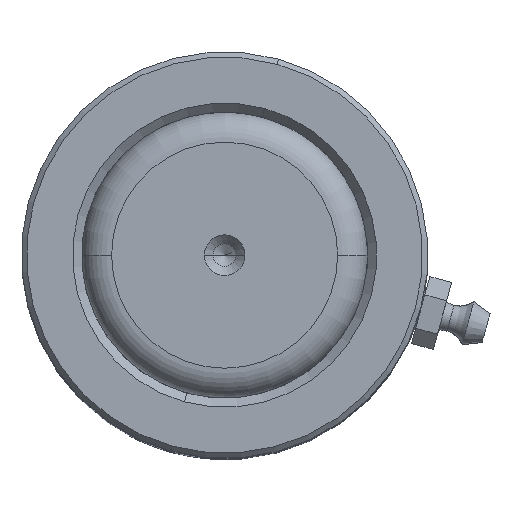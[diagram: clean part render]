
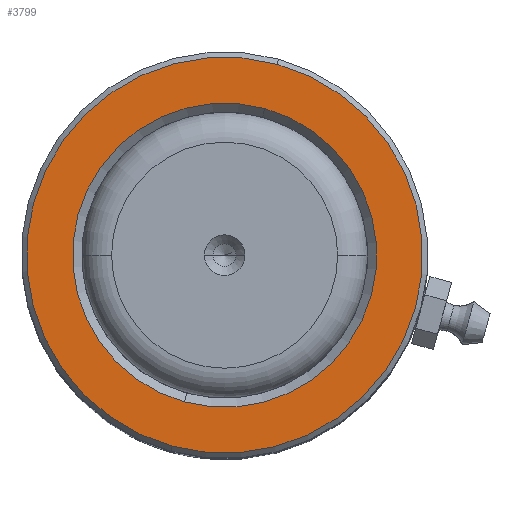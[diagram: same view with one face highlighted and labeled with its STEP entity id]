
A CAD part, top view. The second image highlights one B-rep face of the part: STEP entity #3799.
In plain terms, the highlighted planar face has unit normal (0, 0, 1).
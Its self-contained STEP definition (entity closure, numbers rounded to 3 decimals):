
#344 = CARTESIAN_POINT ( 'NONE',  ( 26.3, 0., 100. ) ) ;
#572 = CARTESIAN_POINT ( 'NONE',  ( 0., 0., 100. ) ) ;
#694 = CARTESIAN_POINT ( 'NONE',  ( 0., 0., 100. ) ) ;
#1175 = CIRCLE ( 'NONE', #2570, 20.2 ) ;
#1947 = DIRECTION ( 'NONE',  ( 1., 0., 0. ) ) ;
#1992 = CARTESIAN_POINT ( 'NONE',  ( -26.3, 0., 100. ) ) ;
#2010 = DIRECTION ( 'NONE',  ( 1., 0., 0. ) ) ;
#2030 = AXIS2_PLACEMENT_3D ( 'NONE', #8036, #3319, #2565 ) ;
#2047 = DIRECTION ( 'NONE',  ( 1., 0., 0. ) ) ;
#2081 = DIRECTION ( 'NONE',  ( 0., 0., -1. ) ) ;
#2180 = VERTEX_POINT ( 'NONE', #2247 ) ;
#2247 = CARTESIAN_POINT ( 'NONE',  ( -20.2, 0., 100. ) ) ;
#2504 = AXIS2_PLACEMENT_3D ( 'NONE', #572, #8920, #2010 ) ;
#2539 = FACE_OUTER_BOUND ( 'NONE', #3244, .T. ) ;
#2565 = DIRECTION ( 'NONE',  ( 1., 0., 0. ) ) ;
#2570 = AXIS2_PLACEMENT_3D ( 'NONE', #4670, #8077, #8774 ) ;
#3244 = EDGE_LOOP ( 'NONE', ( #3686, #5668 ) ) ;
#3319 = DIRECTION ( 'NONE',  ( 0., 0., 1. ) ) ;
#3410 = CARTESIAN_POINT ( 'NONE',  ( 0., 0., 100. ) ) ;
#3686 = ORIENTED_EDGE ( 'NONE', *, *, #3830, .T. ) ;
#3711 = EDGE_CURVE ( 'NONE', #5664, #8418, #6650, .T. ) ;
#3780 = VERTEX_POINT ( 'NONE', #6922 ) ;
#3799 = ADVANCED_FACE ( 'NONE', ( #2539, #4719 ), #8157, .T. ) ;
#3830 = EDGE_CURVE ( 'NONE', #8418, #5664, #5904, .T. ) ;
#4670 = CARTESIAN_POINT ( 'NONE',  ( 0., 0., 100. ) ) ;
#4719 = FACE_BOUND ( 'NONE', #5969, .T. ) ;
#4892 = ORIENTED_EDGE ( 'NONE', *, *, #6161, .T. ) ;
#5409 = DIRECTION ( 'NONE',  ( 0., 0., 1. ) ) ;
#5664 = VERTEX_POINT ( 'NONE', #344 ) ;
#5668 = ORIENTED_EDGE ( 'NONE', *, *, #3711, .T. ) ;
#5800 = AXIS2_PLACEMENT_3D ( 'NONE', #694, #2081, #2047 ) ;
#5904 = CIRCLE ( 'NONE', #7143, 26.3 ) ;
#5969 = EDGE_LOOP ( 'NONE', ( #7455, #4892 ) ) ;
#6161 = EDGE_CURVE ( 'NONE', #2180, #3780, #6632, .T. ) ;
#6632 = CIRCLE ( 'NONE', #5800, 20.2 ) ;
#6650 = CIRCLE ( 'NONE', #2030, 26.3 ) ;
#6922 = CARTESIAN_POINT ( 'NONE',  ( 20.2, 0., 100. ) ) ;
#7143 = AXIS2_PLACEMENT_3D ( 'NONE', #3410, #5409, #1947 ) ;
#7455 = ORIENTED_EDGE ( 'NONE', *, *, #8112, .T. ) ;
#8036 = CARTESIAN_POINT ( 'NONE',  ( 0., 0., 100. ) ) ;
#8077 = DIRECTION ( 'NONE',  ( 0., 0., -1. ) ) ;
#8112 = EDGE_CURVE ( 'NONE', #3780, #2180, #1175, .T. ) ;
#8157 = PLANE ( 'NONE',  #2504 ) ;
#8418 = VERTEX_POINT ( 'NONE', #1992 ) ;
#8774 = DIRECTION ( 'NONE',  ( 1., 0., 0. ) ) ;
#8920 = DIRECTION ( 'NONE',  ( 0., 0., 1. ) ) ;
